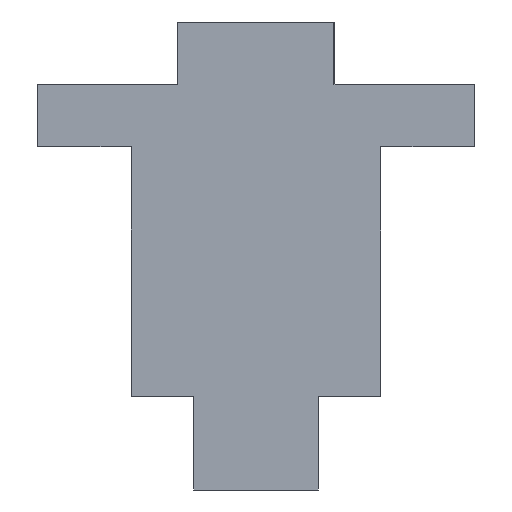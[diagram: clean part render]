
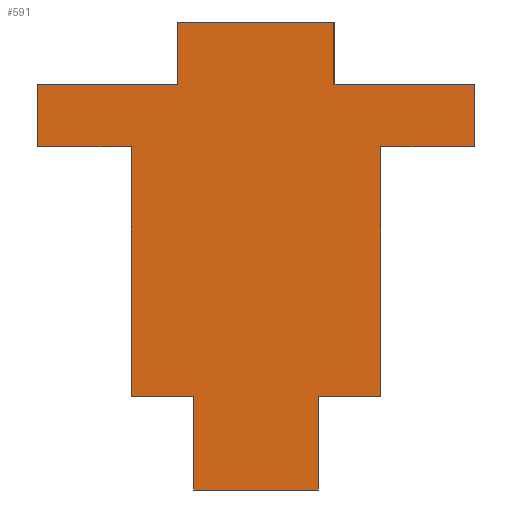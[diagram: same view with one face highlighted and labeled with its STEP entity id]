
A CAD part, left-side view. The second image highlights one B-rep face of the part: STEP entity #591.
In plain terms, the highlighted planar face has unit normal (-1, 0, 0).
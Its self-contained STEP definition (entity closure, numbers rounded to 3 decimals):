
#68=CARTESIAN_POINT('Line Origine',(-500.,-25.,140.)) ;
#72=CARTESIAN_POINT('Vertex',(-500.,-25.,150.)) ;
#74=CARTESIAN_POINT('Vertex',(-500.,-25.,130.)) ;
#108=CARTESIAN_POINT('Line Origine',(-500.,-47.5,130.)) ;
#112=CARTESIAN_POINT('Vertex',(-500.,-70.,130.)) ;
#139=CARTESIAN_POINT('Line Origine',(-500.,-70.,120.)) ;
#143=CARTESIAN_POINT('Vertex',(-500.,-70.,110.)) ;
#170=CARTESIAN_POINT('Line Origine',(-500.,-55.,110.)) ;
#174=CARTESIAN_POINT('Vertex',(-500.,-40.,110.)) ;
#201=CARTESIAN_POINT('Line Origine',(-500.,-40.,70.)) ;
#205=CARTESIAN_POINT('Vertex',(-500.,-40.,30.)) ;
#232=CARTESIAN_POINT('Line Origine',(-500.,-30.,30.)) ;
#236=CARTESIAN_POINT('Vertex',(-500.,-20.,30.)) ;
#263=CARTESIAN_POINT('Line Origine',(-500.,-20.,15.)) ;
#267=CARTESIAN_POINT('Vertex',(-500.,-20.,0.)) ;
#294=CARTESIAN_POINT('Line Origine',(-500.,0.,0.)) ;
#298=CARTESIAN_POINT('Vertex',(-500.,20.,0.)) ;
#325=CARTESIAN_POINT('Line Origine',(-500.,20.,15.)) ;
#329=CARTESIAN_POINT('Vertex',(-500.,20.,30.)) ;
#351=CARTESIAN_POINT('Line Origine',(-500.,30.,30.)) ;
#355=CARTESIAN_POINT('Vertex',(-500.,40.,30.)) ;
#382=CARTESIAN_POINT('Line Origine',(-500.,40.,70.)) ;
#386=CARTESIAN_POINT('Vertex',(-500.,40.,110.)) ;
#408=CARTESIAN_POINT('Line Origine',(-500.,55.,110.)) ;
#412=CARTESIAN_POINT('Vertex',(-500.,70.,110.)) ;
#439=CARTESIAN_POINT('Line Origine',(-500.,70.,120.)) ;
#443=CARTESIAN_POINT('Vertex',(-500.,70.,130.)) ;
#465=CARTESIAN_POINT('Line Origine',(-500.,47.5,130.)) ;
#469=CARTESIAN_POINT('Vertex',(-500.,25.,130.)) ;
#496=CARTESIAN_POINT('Line Origine',(-500.,25.,140.)) ;
#500=CARTESIAN_POINT('Vertex',(-500.,25.,150.)) ;
#527=CARTESIAN_POINT('Line Origine',(-500.,0.,150.)) ;
#568=CARTESIAN_POINT('Axis2P3D Location',(-500.,0.,0.)) ;
#69=DIRECTION('Vector Direction',(0.,0.,1.)) ;
#109=DIRECTION('Vector Direction',(0.,1.,0.)) ;
#140=DIRECTION('Vector Direction',(0.,0.,1.)) ;
#171=DIRECTION('Vector Direction',(0.,-1.,0.)) ;
#202=DIRECTION('Vector Direction',(0.,0.,1.)) ;
#233=DIRECTION('Vector Direction',(0.,-1.,0.)) ;
#264=DIRECTION('Vector Direction',(0.,0.,1.)) ;
#295=DIRECTION('Vector Direction',(0.,-1.,0.)) ;
#326=DIRECTION('Vector Direction',(0.,0.,-1.)) ;
#352=DIRECTION('Vector Direction',(0.,-1.,0.)) ;
#383=DIRECTION('Vector Direction',(0.,0.,-1.)) ;
#409=DIRECTION('Vector Direction',(0.,-1.,0.)) ;
#440=DIRECTION('Vector Direction',(0.,0.,-1.)) ;
#466=DIRECTION('Vector Direction',(0.,1.,0.)) ;
#497=DIRECTION('Vector Direction',(0.,0.,-1.)) ;
#528=DIRECTION('Vector Direction',(0.,1.,0.)) ;
#569=DIRECTION('Axis2P3D Direction',(1.,0.,0.)) ;
#570=DIRECTION('Axis2P3D XDirection',(0.,1.,0.)) ;
#571=AXIS2_PLACEMENT_3D('Plane Axis2P3D',#568,#569,#570) ;
#574=ORIENTED_EDGE('',*,*,#531,.F.) ;
#575=ORIENTED_EDGE('',*,*,#502,.F.) ;
#576=ORIENTED_EDGE('',*,*,#471,.F.) ;
#577=ORIENTED_EDGE('',*,*,#445,.F.) ;
#578=ORIENTED_EDGE('',*,*,#414,.F.) ;
#579=ORIENTED_EDGE('',*,*,#388,.F.) ;
#580=ORIENTED_EDGE('',*,*,#357,.F.) ;
#581=ORIENTED_EDGE('',*,*,#331,.F.) ;
#582=ORIENTED_EDGE('',*,*,#300,.F.) ;
#583=ORIENTED_EDGE('',*,*,#269,.F.) ;
#584=ORIENTED_EDGE('',*,*,#238,.F.) ;
#585=ORIENTED_EDGE('',*,*,#207,.F.) ;
#586=ORIENTED_EDGE('',*,*,#176,.F.) ;
#587=ORIENTED_EDGE('',*,*,#145,.F.) ;
#588=ORIENTED_EDGE('',*,*,#114,.F.) ;
#589=ORIENTED_EDGE('',*,*,#76,.F.) ;
#70=VECTOR('Line Direction',#69,1.) ;
#110=VECTOR('Line Direction',#109,1.) ;
#141=VECTOR('Line Direction',#140,1.) ;
#172=VECTOR('Line Direction',#171,1.) ;
#203=VECTOR('Line Direction',#202,1.) ;
#234=VECTOR('Line Direction',#233,1.) ;
#265=VECTOR('Line Direction',#264,1.) ;
#296=VECTOR('Line Direction',#295,1.) ;
#327=VECTOR('Line Direction',#326,1.) ;
#353=VECTOR('Line Direction',#352,1.) ;
#384=VECTOR('Line Direction',#383,1.) ;
#410=VECTOR('Line Direction',#409,1.) ;
#441=VECTOR('Line Direction',#440,1.) ;
#467=VECTOR('Line Direction',#466,1.) ;
#498=VECTOR('Line Direction',#497,1.) ;
#529=VECTOR('Line Direction',#528,1.) ;
#591=ADVANCED_FACE('Corps principal',(#590),#572,.F.) ;
#76=EDGE_CURVE('',#73,#75,#71,.F.) ;
#114=EDGE_CURVE('',#75,#113,#111,.F.) ;
#145=EDGE_CURVE('',#113,#144,#142,.F.) ;
#176=EDGE_CURVE('',#144,#175,#173,.F.) ;
#207=EDGE_CURVE('',#175,#206,#204,.F.) ;
#238=EDGE_CURVE('',#206,#237,#235,.F.) ;
#269=EDGE_CURVE('',#237,#268,#266,.F.) ;
#300=EDGE_CURVE('',#268,#299,#297,.F.) ;
#331=EDGE_CURVE('',#299,#330,#328,.F.) ;
#357=EDGE_CURVE('',#330,#356,#354,.F.) ;
#388=EDGE_CURVE('',#356,#387,#385,.F.) ;
#414=EDGE_CURVE('',#387,#413,#411,.F.) ;
#445=EDGE_CURVE('',#413,#444,#442,.F.) ;
#471=EDGE_CURVE('',#444,#470,#468,.F.) ;
#502=EDGE_CURVE('',#470,#501,#499,.F.) ;
#531=EDGE_CURVE('',#501,#73,#530,.F.) ;
#573=EDGE_LOOP('',(#574,#575,#576,#577,#578,#579,#580,#581,#582,#583,#584,#585,#586,#587,#588,#589)) ;
#590=FACE_OUTER_BOUND('',#573,.T.) ;
#71=LINE('Line',#68,#70) ;
#111=LINE('Line',#108,#110) ;
#142=LINE('Line',#139,#141) ;
#173=LINE('Line',#170,#172) ;
#204=LINE('Line',#201,#203) ;
#235=LINE('Line',#232,#234) ;
#266=LINE('Line',#263,#265) ;
#297=LINE('Line',#294,#296) ;
#328=LINE('Line',#325,#327) ;
#354=LINE('Line',#351,#353) ;
#385=LINE('Line',#382,#384) ;
#411=LINE('Line',#408,#410) ;
#442=LINE('Line',#439,#441) ;
#468=LINE('Line',#465,#467) ;
#499=LINE('Line',#496,#498) ;
#530=LINE('Line',#527,#529) ;
#572=PLANE('',#571) ;
#73=VERTEX_POINT('',#72) ;
#75=VERTEX_POINT('',#74) ;
#113=VERTEX_POINT('',#112) ;
#144=VERTEX_POINT('',#143) ;
#175=VERTEX_POINT('',#174) ;
#206=VERTEX_POINT('',#205) ;
#237=VERTEX_POINT('',#236) ;
#268=VERTEX_POINT('',#267) ;
#299=VERTEX_POINT('',#298) ;
#330=VERTEX_POINT('',#329) ;
#356=VERTEX_POINT('',#355) ;
#387=VERTEX_POINT('',#386) ;
#413=VERTEX_POINT('',#412) ;
#444=VERTEX_POINT('',#443) ;
#470=VERTEX_POINT('',#469) ;
#501=VERTEX_POINT('',#500) ;
